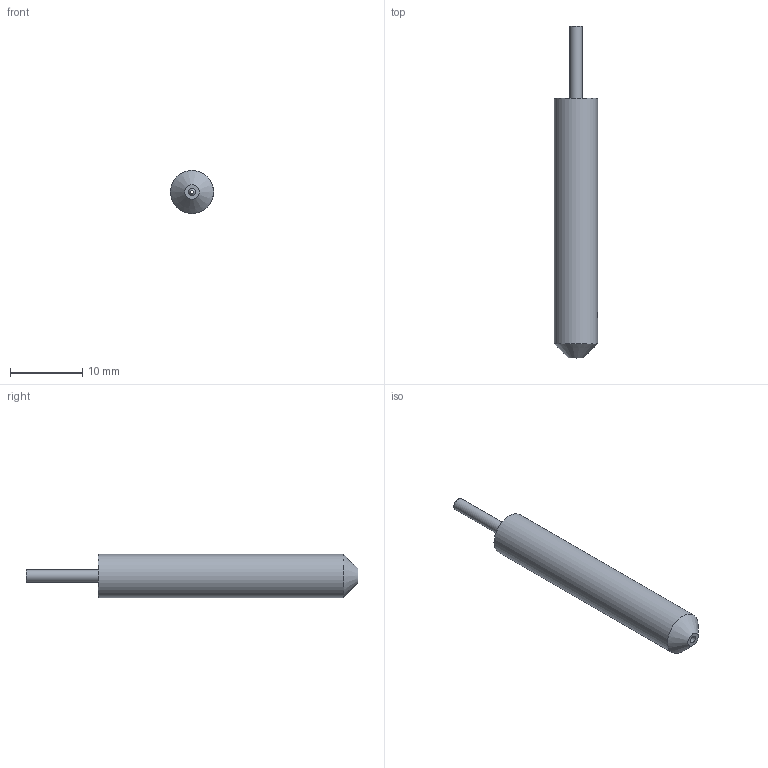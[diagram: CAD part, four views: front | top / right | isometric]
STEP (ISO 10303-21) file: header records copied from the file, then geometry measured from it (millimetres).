
FILE_DESCRIPTION(/* description */ (''),/* implementation_level */ '2;1');
FILE_NAME(/* name */ 'hho spray welder v2.step',/* time_stamp */ '2024-09-17T19:17:41-07:00',/* author */ (''),/* organization */ (''),/* preprocessor_version */ 'ST-DEVELOPER v20',/* originating_system */ 'Autodesk Translation Framework v13.14.0.145',/* authorisation */ '');
FILE_SCHEMA (('AUTOMOTIVE_DESIGN { 1 0 10303 214 3 1 1 }'));
Length unit declared in the file: millimetre
Products named in the file (1): hho spray welder
Bounding box: 6 x 46 x 6 mm (x, y, z)
Volume: 885.9 mm3; surface area: 1263.9 mm2
Topology: 2 solids, 2 shells, 13 faces, 29 edges, 18 vertices
Faces by surface type: cylinder 6, cone 4, plane 3
Full cylindrical faces by diameter (mm): 1 x3, 1.7 x1, 2.5 x1, 6 x1
Entity records: 470 total; most frequent: CARTESIAN_POINT 131, DIRECTION 67, ORIENTED_EDGE 58, EDGE_CURVE 29, AXIS2_PLACEMENT_3D 29, VERTEX_POINT 18, EDGE_LOOP 17, CIRCLE 14
